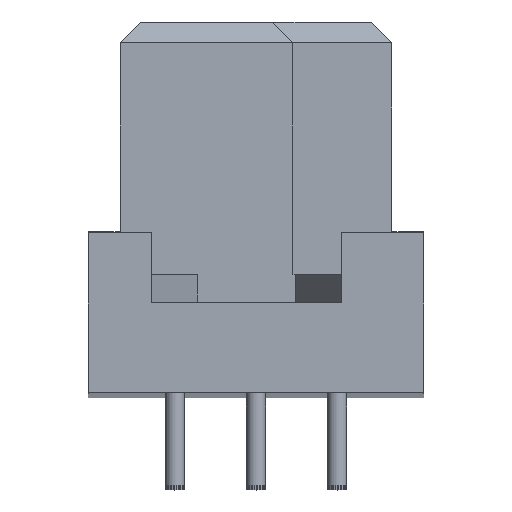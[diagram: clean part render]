
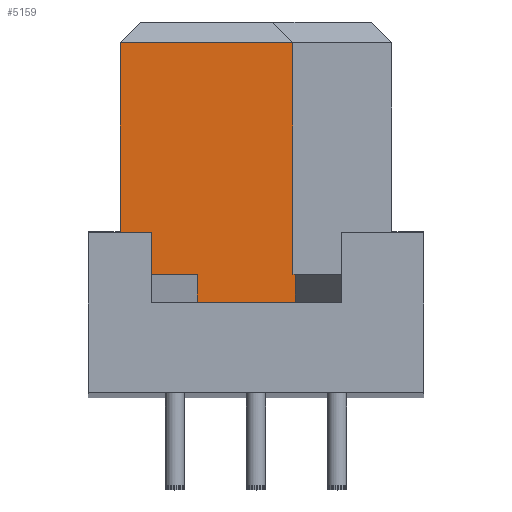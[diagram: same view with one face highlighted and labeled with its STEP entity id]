
A CAD part, top view. The second image highlights one B-rep face of the part: STEP entity #5159.
In plain terms, the highlighted planar face has unit normal (0, 0, 1).
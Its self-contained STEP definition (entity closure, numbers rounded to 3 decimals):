
#5159=ADVANCED_FACE('',(#6410),#5786,.T.);
#5786=PLANE('',#16400);
#6410=FACE_OUTER_BOUND('',#7325,.T.);
#7325=EDGE_LOOP('',(#10218,#10219,#10220,#10221,#10222,#10223,#10224,#10225));
#10218=ORIENTED_EDGE('',*,*,#12902,.T.);
#10219=ORIENTED_EDGE('',*,*,#12863,.T.);
#10220=ORIENTED_EDGE('',*,*,#12839,.T.);
#10221=ORIENTED_EDGE('',*,*,#12903,.T.);
#10222=ORIENTED_EDGE('',*,*,#12830,.T.);
#10223=ORIENTED_EDGE('',*,*,#12835,.F.);
#10224=ORIENTED_EDGE('',*,*,#12898,.F.);
#10225=ORIENTED_EDGE('',*,*,#12901,.T.);
#11386=VERTEX_POINT('',#22598);
#11387=VERTEX_POINT('',#22599);
#11388=VERTEX_POINT('',#22606);
#11391=VERTEX_POINT('',#22617);
#11392=VERTEX_POINT('',#22618);
#11409=VERTEX_POINT('',#22666);
#11432=VERTEX_POINT('',#22734);
#11433=VERTEX_POINT('',#22739);
#12830=EDGE_CURVE('',#11386,#11387,#14118,.T.);
#12835=EDGE_CURVE('',#11388,#11387,#14123,.T.);
#12839=EDGE_CURVE('',#11391,#11392,#14125,.T.);
#12863=EDGE_CURVE('',#11409,#11391,#14149,.T.);
#12898=EDGE_CURVE('',#11432,#11388,#14184,.T.);
#12901=EDGE_CURVE('',#11432,#11433,#14187,.T.);
#12902=EDGE_CURVE('',#11433,#11409,#14188,.T.);
#12903=EDGE_CURVE('',#11392,#11386,#14189,.T.);
#14118=LINE('',#22597,#15402);
#14123=LINE('',#22607,#15407);
#14125=LINE('',#22616,#15409);
#14149=LINE('',#22665,#15433);
#14184=LINE('',#22735,#15468);
#14187=LINE('',#22740,#15471);
#14188=LINE('',#22742,#15472);
#14189=LINE('',#22744,#15473);
#15402=VECTOR('',#19361,1.);
#15407=VECTOR('',#19370,1.);
#15409=VECTOR('',#19382,1.);
#15433=VECTOR('',#19420,1.);
#15468=VECTOR('',#19477,1.);
#15471=VECTOR('',#19482,1.);
#15472=VECTOR('',#19485,1.);
#15473=VECTOR('',#19488,1.);
#16400=AXIS2_PLACEMENT_3D('',#22745,#19489,#19490);
#19361=DIRECTION('',(0.,1.,0.));
#19370=DIRECTION('',(1.,0.,0.));
#19382=DIRECTION('',(0.,1.,0.));
#19420=DIRECTION('',(1.,0.,0.));
#19477=DIRECTION('',(0.,1.,0.));
#19482=DIRECTION('',(1.,0.,0.));
#19485=DIRECTION('',(0.,-1.,0.));
#19488=DIRECTION('',(-1.,0.,0.));
#19489=DIRECTION('',(0.,0.,1.));
#19490=DIRECTION('',(0.,-1.,0.));
#22597=CARTESIAN_POINT('',(12.313,-22.792,89.95));
#22598=CARTESIAN_POINT('',(12.313,-22.792,89.95));
#22599=CARTESIAN_POINT('',(12.313,-15.542,89.95));
#22606=CARTESIAN_POINT('',(6.913,-15.542,89.95));
#22607=CARTESIAN_POINT('',(6.913,-15.542,89.95));
#22616=CARTESIAN_POINT('',(12.395,-23.692,89.95));
#22617=CARTESIAN_POINT('',(12.395,-23.692,89.95));
#22618=CARTESIAN_POINT('',(12.395,-22.792,89.95));
#22665=CARTESIAN_POINT('',(9.332,-23.692,89.95));
#22666=CARTESIAN_POINT('',(9.332,-23.692,89.95));
#22734=CARTESIAN_POINT('',(6.913,-22.792,89.95));
#22735=CARTESIAN_POINT('',(6.913,-22.792,89.95));
#22739=CARTESIAN_POINT('',(9.332,-22.792,89.95));
#22740=CARTESIAN_POINT('',(6.913,-22.792,89.95));
#22742=CARTESIAN_POINT('',(9.332,-22.792,89.95));
#22744=CARTESIAN_POINT('',(12.395,-22.792,89.95));
#22745=CARTESIAN_POINT('',(5.813,-14.792,89.95));
